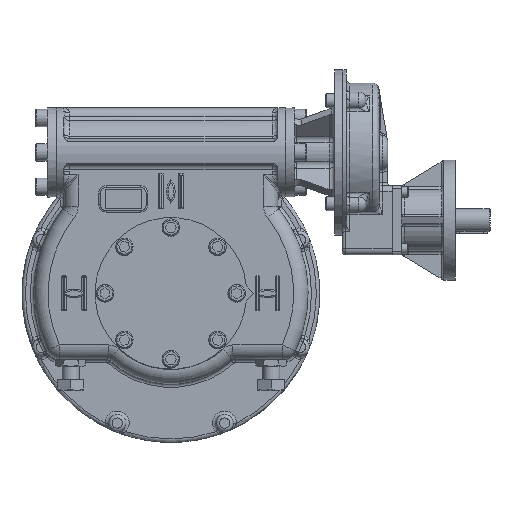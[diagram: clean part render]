
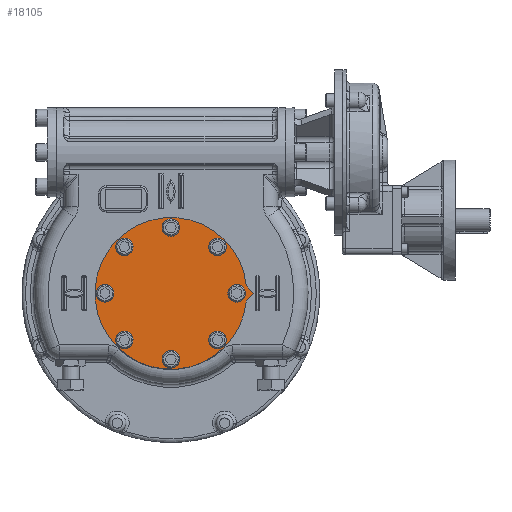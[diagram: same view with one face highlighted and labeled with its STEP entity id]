
A CAD part, top view. The second image highlights one B-rep face of the part: STEP entity #18105.
In plain terms, the highlighted planar face has unit normal (0, 0, 1).
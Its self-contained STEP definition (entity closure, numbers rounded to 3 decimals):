
#1191=CIRCLE('',#20517,132.5);
#1200=CIRCLE('',#20530,10.5);
#1201=CIRCLE('',#20531,10.5);
#1202=CIRCLE('',#20532,10.5);
#1203=CIRCLE('',#20533,10.5);
#1204=CIRCLE('',#20534,10.5);
#1205=CIRCLE('',#20535,10.5);
#1206=CIRCLE('',#20536,10.5);
#1207=CIRCLE('',#20537,10.5);
#2607=LINE('',#42167,#3659);
#2610=LINE('',#42172,#3662);
#3659=VECTOR('',#24932,1000.);
#3662=VECTOR('',#24937,1000.);
#7456=ORIENTED_EDGE('',*,*,#10876,.F.);
#7457=ORIENTED_EDGE('',*,*,#10877,.F.);
#7458=ORIENTED_EDGE('',*,*,#10878,.F.);
#7459=ORIENTED_EDGE('',*,*,#10879,.F.);
#7460=ORIENTED_EDGE('',*,*,#10880,.F.);
#7461=ORIENTED_EDGE('',*,*,#10881,.F.);
#7462=ORIENTED_EDGE('',*,*,#10882,.F.);
#7463=ORIENTED_EDGE('',*,*,#10883,.F.);
#7464=ORIENTED_EDGE('',*,*,#10861,.F.);
#7465=ORIENTED_EDGE('',*,*,#10867,.F.);
#7466=ORIENTED_EDGE('',*,*,#10864,.F.);
#10861=EDGE_CURVE('',#13011,#13012,#1191,.T.);
#10864=EDGE_CURVE('',#13012,#13014,#2607,.T.);
#10867=EDGE_CURVE('',#13014,#13011,#2610,.T.);
#10876=EDGE_CURVE('',#13023,#13023,#1200,.T.);
#10877=EDGE_CURVE('',#13024,#13024,#1201,.T.);
#10878=EDGE_CURVE('',#13025,#13025,#1202,.T.);
#10879=EDGE_CURVE('',#13026,#13026,#1203,.T.);
#10880=EDGE_CURVE('',#13027,#13027,#1204,.T.);
#10881=EDGE_CURVE('',#13028,#13028,#1205,.T.);
#10882=EDGE_CURVE('',#13029,#13029,#1206,.T.);
#10883=EDGE_CURVE('',#13030,#13030,#1207,.T.);
#13011=VERTEX_POINT('',#42160);
#13012=VERTEX_POINT('',#42162);
#13014=VERTEX_POINT('',#42168);
#13023=VERTEX_POINT('',#42192);
#13024=VERTEX_POINT('',#42194);
#13025=VERTEX_POINT('',#42196);
#13026=VERTEX_POINT('',#42198);
#13027=VERTEX_POINT('',#42200);
#13028=VERTEX_POINT('',#42202);
#13029=VERTEX_POINT('',#42204);
#13030=VERTEX_POINT('',#42206);
#15129=EDGE_LOOP('',(#7456));
#15130=EDGE_LOOP('',(#7457));
#15131=EDGE_LOOP('',(#7458));
#15132=EDGE_LOOP('',(#7459));
#15133=EDGE_LOOP('',(#7460));
#15134=EDGE_LOOP('',(#7461));
#15135=EDGE_LOOP('',(#7462));
#15136=EDGE_LOOP('',(#7463));
#15137=EDGE_LOOP('',(#7464,#7465,#7466));
#16528=FACE_BOUND('',#15129,.T.);
#16529=FACE_BOUND('',#15130,.T.);
#16530=FACE_BOUND('',#15131,.T.);
#16531=FACE_BOUND('',#15132,.T.);
#16532=FACE_BOUND('',#15133,.T.);
#16533=FACE_BOUND('',#15134,.T.);
#16534=FACE_BOUND('',#15135,.T.);
#16535=FACE_BOUND('',#15136,.T.);
#16536=FACE_BOUND('',#15137,.T.);
#17255=PLANE('',#20529);
#18105=ADVANCED_FACE('',(#16528,#16529,#16530,#16531,#16532,#16533,#16534,
#16535,#16536),#17255,.F.);
#20517=AXIS2_PLACEMENT_3D('',#42161,#24926,#24927);
#20529=AXIS2_PLACEMENT_3D('',#42190,#24956,#24957);
#20530=AXIS2_PLACEMENT_3D('',#42191,#24958,#24959);
#20531=AXIS2_PLACEMENT_3D('',#42193,#24960,#24961);
#20532=AXIS2_PLACEMENT_3D('',#42195,#24962,#24963);
#20533=AXIS2_PLACEMENT_3D('',#42197,#24964,#24965);
#20534=AXIS2_PLACEMENT_3D('',#42199,#24966,#24967);
#20535=AXIS2_PLACEMENT_3D('',#42201,#24968,#24969);
#20536=AXIS2_PLACEMENT_3D('',#42203,#24970,#24971);
#20537=AXIS2_PLACEMENT_3D('',#42205,#24972,#24973);
#24926=DIRECTION('',(0.,0.,-1.));
#24927=DIRECTION('',(1.,0.,0.));
#24932=DIRECTION('',(0.707,-0.707,0.));
#24937=DIRECTION('',(-0.707,-0.707,0.));
#24956=DIRECTION('',(0.,0.,-1.));
#24957=DIRECTION('',(-1.,0.,0.));
#24958=DIRECTION('',(0.,0.,1.));
#24959=DIRECTION('',(1.,0.,0.));
#24960=DIRECTION('',(0.,0.,1.));
#24961=DIRECTION('',(0.707,-0.707,0.));
#24962=DIRECTION('',(0.,0.,1.));
#24963=DIRECTION('',(0.,-1.,0.));
#24964=DIRECTION('',(0.,0.,1.));
#24965=DIRECTION('',(-0.707,-0.707,0.));
#24966=DIRECTION('',(0.,0.,1.));
#24967=DIRECTION('',(-1.,0.,0.));
#24968=DIRECTION('',(0.,0.,1.));
#24969=DIRECTION('',(-0.707,0.707,0.));
#24970=DIRECTION('',(0.,0.,1.));
#24971=DIRECTION('',(0.,1.,0.));
#24972=DIRECTION('',(0.,0.,1.));
#24973=DIRECTION('',(0.707,0.707,0.));
#42160=CARTESIAN_POINT('',(131.845,-13.155,70.25));
#42161=CARTESIAN_POINT('',(0.,0.,70.25));
#42162=CARTESIAN_POINT('',(131.845,13.155,70.25));
#42167=CARTESIAN_POINT('',(131.845,13.155,70.25));
#42168=CARTESIAN_POINT('',(145.,0.,70.25));
#42172=CARTESIAN_POINT('',(145.,0.,70.25));
#42190=CARTESIAN_POINT('',(0.,0.,70.25));
#42191=CARTESIAN_POINT('',(0.,115.,70.25));
#42192=CARTESIAN_POINT('',(10.5,115.,70.25));
#42193=CARTESIAN_POINT('',(81.317,81.317,70.25));
#42194=CARTESIAN_POINT('',(88.742,73.893,70.25));
#42195=CARTESIAN_POINT('',(115.,0.,70.25));
#42196=CARTESIAN_POINT('',(115.,-10.5,70.25));
#42197=CARTESIAN_POINT('',(81.317,-81.317,70.25));
#42198=CARTESIAN_POINT('',(73.893,-88.742,70.25));
#42199=CARTESIAN_POINT('',(0.,-115.,70.25));
#42200=CARTESIAN_POINT('',(-10.5,-115.,70.25));
#42201=CARTESIAN_POINT('',(-81.317,-81.317,70.25));
#42202=CARTESIAN_POINT('',(-88.742,-73.893,70.25));
#42203=CARTESIAN_POINT('',(-115.,0.,70.25));
#42204=CARTESIAN_POINT('',(-115.,10.5,70.25));
#42205=CARTESIAN_POINT('',(-81.317,81.317,70.25));
#42206=CARTESIAN_POINT('',(-73.893,88.742,70.25));
